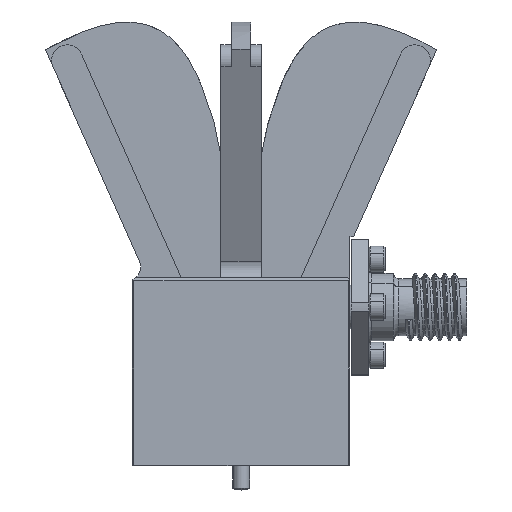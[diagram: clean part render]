
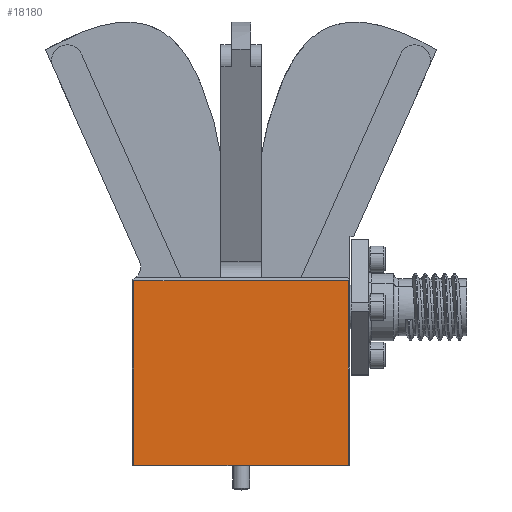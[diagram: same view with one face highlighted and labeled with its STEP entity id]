
A CAD part, top view. The second image highlights one B-rep face of the part: STEP entity #18180.
In plain terms, the highlighted planar face has unit normal (0, 0, 1).
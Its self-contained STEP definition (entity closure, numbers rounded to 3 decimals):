
#209 = ORIENTED_EDGE ( 'NONE', *, *, #13977, .T. ) ;
#591 = DIRECTION ( 'NONE',  ( 0., 1., 0. ) ) ;
#891 = FACE_OUTER_BOUND ( 'NONE', #18857, .T. ) ;
#1816 = VERTEX_POINT ( 'NONE', #10871 ) ;
#1956 = EDGE_CURVE ( 'NONE', #12947, #17989, #3960, .T. ) ;
#2103 = CARTESIAN_POINT ( 'NONE',  ( -10.16, -6.35, 10.16 ) ) ;
#2160 = LINE ( 'NONE', #8005, #12053 ) ;
#2597 = DIRECTION ( 'NONE',  ( 0., 0., 1. ) ) ;
#2766 = CARTESIAN_POINT ( 'NONE',  ( 10.16, 10.927, 10.16 ) ) ;
#3835 = LINE ( 'NONE', #16989, #13893 ) ;
#3838 = EDGE_CURVE ( 'NONE', #5610, #17989, #9200, .T. ) ;
#3960 = LINE ( 'NONE', #9990, #13447 ) ;
#4154 = CARTESIAN_POINT ( 'NONE',  ( -5.593, 10.928, 10.16 ) ) ;
#4350 = LINE ( 'NONE', #17222, #4959 ) ;
#4959 = VECTOR ( 'NONE', #16176, 1000. ) ;
#5610 = VERTEX_POINT ( 'NONE', #9174 ) ;
#5836 = LINE ( 'NONE', #2766, #7750 ) ;
#5843 = ORIENTED_EDGE ( 'NONE', *, *, #12356, .T. ) ;
#7222 = DIRECTION ( 'NONE',  ( 0., -1., 0. ) ) ;
#7262 = CARTESIAN_POINT ( 'NONE',  ( -10.033, -6.35, 10.16 ) ) ;
#7750 = VECTOR ( 'NONE', #14685, 1000. ) ;
#8005 = CARTESIAN_POINT ( 'NONE',  ( 10.033, 0., 10.16 ) ) ;
#8171 = CARTESIAN_POINT ( 'NONE',  ( 7.874, 5.843, 10.16 ) ) ;
#8827 = ORIENTED_EDGE ( 'NONE', *, *, #15924, .T. ) ;
#8975 = CARTESIAN_POINT ( 'NONE',  ( -10.033, 10.928, 10.16 ) ) ;
#9091 = VECTOR ( 'NONE', #13640, 1000. ) ;
#9174 = CARTESIAN_POINT ( 'NONE',  ( 10.033, -6.35, 10.16 ) ) ;
#9200 = LINE ( 'NONE', #2103, #9091 ) ;
#9990 = CARTESIAN_POINT ( 'NONE',  ( -10.033, 0., 10.16 ) ) ;
#10871 = CARTESIAN_POINT ( 'NONE',  ( 10.033, 10.927, 10.16 ) ) ;
#12053 = VECTOR ( 'NONE', #12530, 1000. ) ;
#12356 = EDGE_CURVE ( 'NONE', #1816, #13320, #5836, .T. ) ;
#12530 = DIRECTION ( 'NONE',  ( 0., 1., 0. ) ) ;
#12780 = PLANE ( 'NONE',  #17329 ) ;
#12947 = VERTEX_POINT ( 'NONE', #8975 ) ;
#13263 = VERTEX_POINT ( 'NONE', #4154 ) ;
#13320 = VERTEX_POINT ( 'NONE', #14350 ) ;
#13447 = VECTOR ( 'NONE', #7222, 1000. ) ;
#13640 = DIRECTION ( 'NONE',  ( -1., 0., 0. ) ) ;
#13775 = ORIENTED_EDGE ( 'NONE', *, *, #3838, .F. ) ;
#13893 = VECTOR ( 'NONE', #591, 1000. ) ;
#13977 = EDGE_CURVE ( 'NONE', #13263, #12947, #4350, .T. ) ;
#14350 = CARTESIAN_POINT ( 'NONE',  ( -5.593, 10.927, 10.16 ) ) ;
#14685 = DIRECTION ( 'NONE',  ( -1., 0., 0. ) ) ;
#15924 = EDGE_CURVE ( 'NONE', #13320, #13263, #3835, .T. ) ;
#16176 = DIRECTION ( 'NONE',  ( -1., 0., 0. ) ) ;
#16186 = ORIENTED_EDGE ( 'NONE', *, *, #1956, .T. ) ;
#16330 = EDGE_CURVE ( 'NONE', #5610, #1816, #2160, .T. ) ;
#16989 = CARTESIAN_POINT ( 'NONE',  ( -5.593, 11.182, 10.16 ) ) ;
#17222 = CARTESIAN_POINT ( 'NONE',  ( -10.16, 10.928, 10.16 ) ) ;
#17329 = AXIS2_PLACEMENT_3D ( 'NONE', #8171, #2597, #18634 ) ;
#17592 = ORIENTED_EDGE ( 'NONE', *, *, #16330, .T. ) ;
#17989 = VERTEX_POINT ( 'NONE', #7262 ) ;
#18180 = ADVANCED_FACE ( 'NONE', ( #891 ), #12780, .T. ) ;
#18634 = DIRECTION ( 'NONE',  ( -0.635, 0.772, 0. ) ) ;
#18857 = EDGE_LOOP ( 'NONE', ( #8827, #209, #16186, #13775, #17592, #5843 ) ) ;
